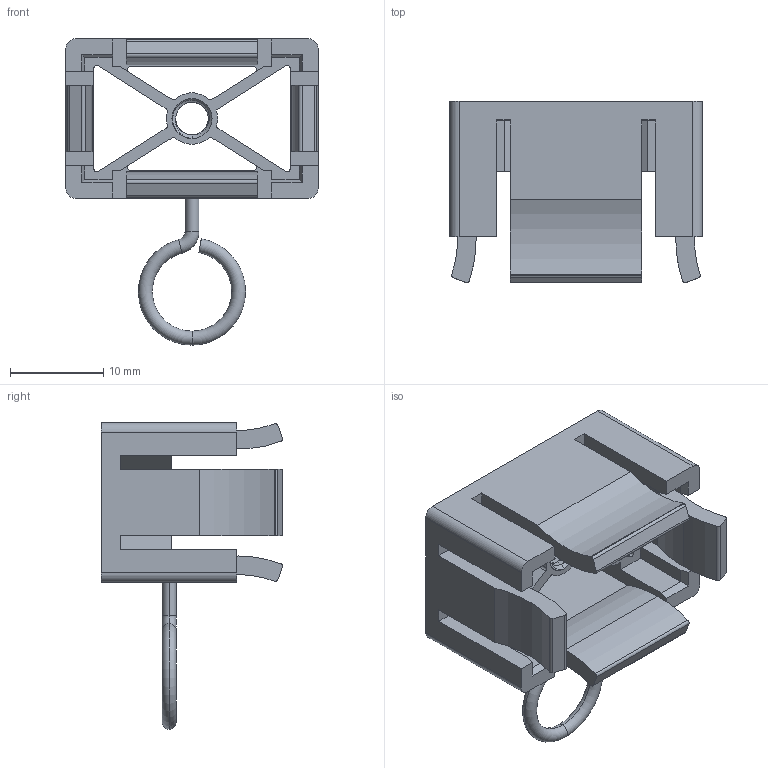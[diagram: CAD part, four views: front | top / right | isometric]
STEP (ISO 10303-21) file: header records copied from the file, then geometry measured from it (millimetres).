
FILE_DESCRIPTION (( 'STEP AP214' ), '1' );
FILE_NAME ('new cuvette holder_100943(Rechteck 2mm)_D.step', '2022-10-14T06:04:04', ( '' ), ( '' ), 'SwSTEP 2.0', 'SolidWorks 2021', '' );
FILE_SCHEMA (( 'AUTOMOTIVE_DESIGN' ));
Length unit declared in the file: millimetre
Products named in the file (1): new cuvette holder_100943(Rechteck 2mm)_D
Bounding box: 27.05 x 19.42 x 32.85 mm (x, y, z)
Volume: 3067 mm3; surface area: 4231.8 mm2
Topology: 1 solids, 1 shells, 162 faces, 478 edges, 315 vertices
Faces by surface type: cylinder 78, plane 71, torus 6, cone 4, bspline 3
Entity records: 8958 total; most frequent: CARTESIAN_POINT 4588, ORIENTED_EDGE 956, DIRECTION 881, EDGE_CURVE 478, VERTEX_POINT 315, AXIS2_PLACEMENT_3D 294, LINE 293, VECTOR 293
